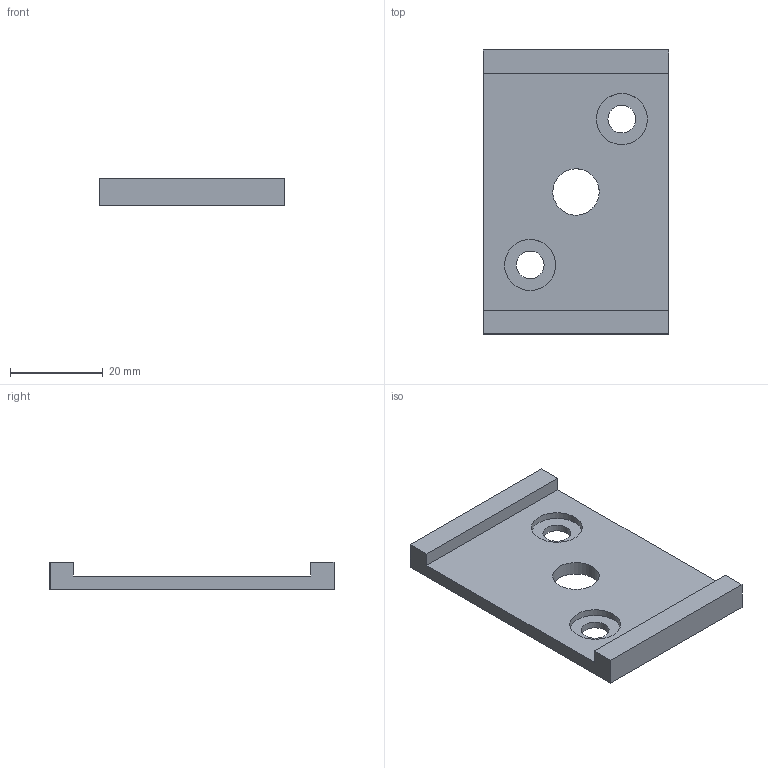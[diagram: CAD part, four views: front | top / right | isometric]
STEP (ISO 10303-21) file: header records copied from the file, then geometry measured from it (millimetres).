
FILE_DESCRIPTION(('HOOPS Exchange Step'),'2;1');
FILE_NAME('temp_export','2025-03-25T15:09:23+02:00',('cliffcheney'),('Shapr3D Limited'),'HOOPS Exchange 2024.8','Shapr3D','Authorized');
FILE_SCHEMA( ('AP242_MANAGED_MODEL_BASED_3D_ENGINEERING_MIM_LF {1 0 10303 442 1 1 4}') );
Length unit declared in the file: millimetre
Products named in the file (1): Camera Plate Adapter 3mm- 1x BLACK
Bounding box: 40.01 x 61.25 x 6 mm (x, y, z)
Volume: 7954.1 mm3; surface area: 6031.5 mm2
Topology: 1 solids, 1 shells, 17 faces, 47 edges, 34 vertices
Faces by surface type: plane 12, cylinder 5
Full cylindrical faces by diameter (mm): 6 x2, 10 x1, 11 x2
Entity records: 611 total; most frequent: DIRECTION 103, CARTESIAN_POINT 100, ORIENTED_EDGE 94, EDGE_CURVE 47, AXIS2_PLACEMENT_3D 37, VERTEX_POINT 34, VECTOR 29, LINE 29
